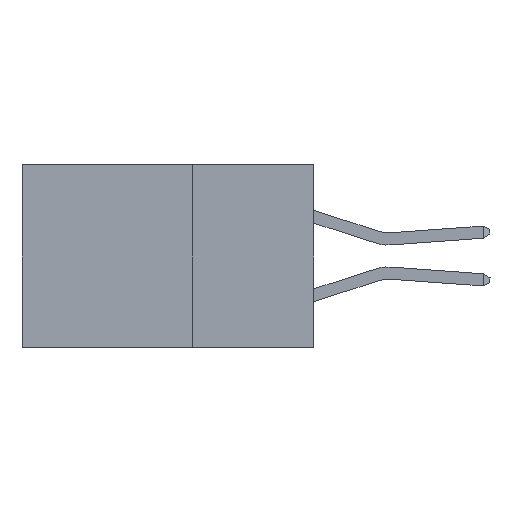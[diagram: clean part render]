
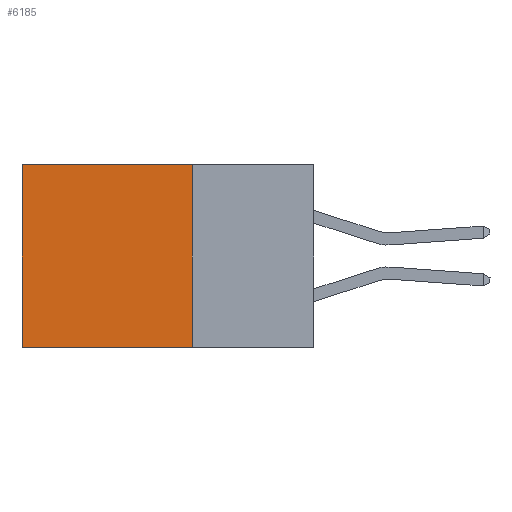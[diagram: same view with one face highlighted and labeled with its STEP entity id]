
A CAD part, left-side view. The second image highlights one B-rep face of the part: STEP entity #6185.
In plain terms, the highlighted planar face has unit normal (-1, 0, 0).
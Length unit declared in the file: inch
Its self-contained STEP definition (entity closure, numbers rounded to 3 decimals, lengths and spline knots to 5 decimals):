
#286 = VECTOR ( 'NONE', #12313, 39.37008 ) ;
#2023 = VERTEX_POINT ( 'NONE', #16220 ) ;
#2887 = AXIS2_PLACEMENT_3D ( 'NONE', #11749, #19977, #11516 ) ;
#3012 = VECTOR ( 'NONE', #5633, 39.37008 ) ;
#3334 = LINE ( 'NONE', #8054, #6565 ) ;
#3471 = CARTESIAN_POINT ( 'NONE',  ( 0.2875, 0.25, -0.375 ) ) ;
#5633 = DIRECTION ( 'NONE',  ( 0., 0., -1. ) ) ;
#5746 = FACE_OUTER_BOUND ( 'NONE', #10365, .T. ) ;
#5859 = EDGE_CURVE ( 'NONE', #16004, #11294, #3334, .T. ) ;
#6185 = ADVANCED_FACE ( 'NONE', ( #5746 ), #21652, .F. ) ;
#6363 = DIRECTION ( 'NONE',  ( 0., 1., 0. ) ) ;
#6565 = VECTOR ( 'NONE', #18216, 39.37008 ) ;
#6676 = LINE ( 'NONE', #19076, #286 ) ;
#6829 = EDGE_CURVE ( 'NONE', #17640, #2023, #13957, .T. ) ;
#7876 = ORIENTED_EDGE ( 'NONE', *, *, #12747, .F. ) ;
#8054 = CARTESIAN_POINT ( 'NONE',  ( 0.2875, 0.25, -0.375 ) ) ;
#8499 = ORIENTED_EDGE ( 'NONE', *, *, #5859, .F. ) ;
#10365 = EDGE_LOOP ( 'NONE', ( #19954, #7876, #8499, #11914 ) ) ;
#11294 = VERTEX_POINT ( 'NONE', #3471 ) ;
#11516 = DIRECTION ( 'NONE',  ( 0., 0., -1. ) ) ;
#11581 = LINE ( 'NONE', #13492, #19525 ) ;
#11749 = CARTESIAN_POINT ( 'NONE',  ( 0.2875, 0.25, -0.375 ) ) ;
#11914 = ORIENTED_EDGE ( 'NONE', *, *, #16992, .T. ) ;
#12313 = DIRECTION ( 'NONE',  ( 0., 1., 0. ) ) ;
#12557 = CARTESIAN_POINT ( 'NONE',  ( 0.2875, 0.6, -0.375 ) ) ;
#12747 = EDGE_CURVE ( 'NONE', #11294, #2023, #6676, .T. ) ;
#13492 = CARTESIAN_POINT ( 'NONE',  ( 0.2875, 0.25, 0. ) ) ;
#13957 = LINE ( 'NONE', #12557, #3012 ) ;
#15221 = CARTESIAN_POINT ( 'NONE',  ( 0.2875, 0.25, 0. ) ) ;
#15734 = CARTESIAN_POINT ( 'NONE',  ( 0.2875, 0.6, 0. ) ) ;
#16004 = VERTEX_POINT ( 'NONE', #15221 ) ;
#16220 = CARTESIAN_POINT ( 'NONE',  ( 0.2875, 0.6, -0.375 ) ) ;
#16992 = EDGE_CURVE ( 'NONE', #16004, #17640, #11581, .T. ) ;
#17640 = VERTEX_POINT ( 'NONE', #15734 ) ;
#18216 = DIRECTION ( 'NONE',  ( 0., 0., -1. ) ) ;
#19076 = CARTESIAN_POINT ( 'NONE',  ( 0.2875, 0.25, -0.375 ) ) ;
#19525 = VECTOR ( 'NONE', #6363, 39.37008 ) ;
#19954 = ORIENTED_EDGE ( 'NONE', *, *, #6829, .T. ) ;
#19977 = DIRECTION ( 'NONE',  ( 1., 0., 0. ) ) ;
#21652 = PLANE ( 'NONE',  #2887 ) ;
